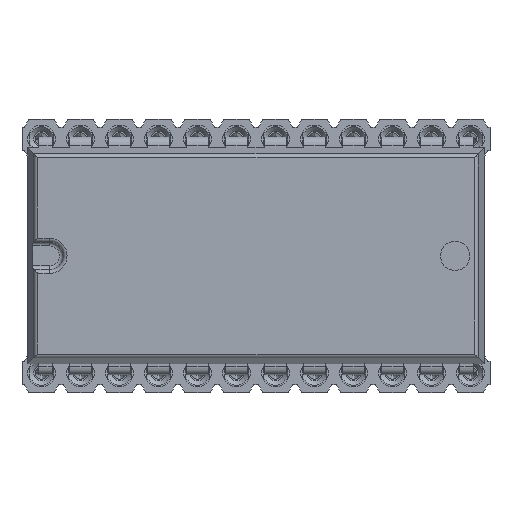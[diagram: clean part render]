
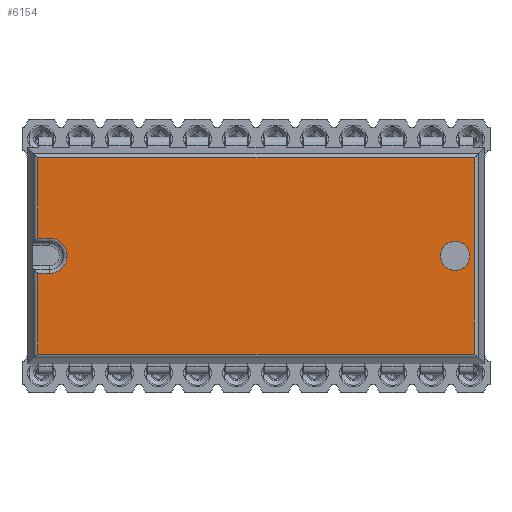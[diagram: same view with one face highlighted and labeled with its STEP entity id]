
A CAD part, top view. The second image highlights one B-rep face of the part: STEP entity #6154.
In plain terms, the highlighted planar face has unit normal (0, 0, 1).
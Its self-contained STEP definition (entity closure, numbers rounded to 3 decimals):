
#6154=ADVANCED_FACE('',(#14238,#14240),#14242,.T.);
#14238=FACE_BOUND('',#14239,.T.);
#14239=EDGE_LOOP('',(#19369,#19370,#19371,#19372,#19373,#19374,#19375,#19376));
#14240=FACE_BOUND('',#14241,.T.);
#14241=EDGE_LOOP('',(#19377));
#14242=PLANE('',#14243);
#14243=AXIS2_PLACEMENT_3D('',#14244,#14245,#14246);
#14244=CARTESIAN_POINT('',(0.,0.,3.9));
#14245=DIRECTION('',(0.,0.,1.));
#14246=DIRECTION('',(1.,0.,0.));
#19369=ORIENTED_EDGE('',*,*,#22585,.T.);
#19370=ORIENTED_EDGE('',*,*,#22593,.T.);
#19371=ORIENTED_EDGE('',*,*,#22591,.T.);
#19372=ORIENTED_EDGE('',*,*,#22590,.T.);
#19373=ORIENTED_EDGE('',*,*,#22576,.T.);
#19374=ORIENTED_EDGE('',*,*,#22574,.T.);
#19375=ORIENTED_EDGE('',*,*,#22572,.T.);
#19376=ORIENTED_EDGE('',*,*,#22588,.T.);
#19377=ORIENTED_EDGE('',*,*,#22594,.T.);
#22572=EDGE_CURVE('',#25611,#25609,#25612,.T.);
#22574=EDGE_CURVE('',#25614,#25611,#25615,.T.);
#22576=EDGE_CURVE('',#25617,#25614,#25618,.T.);
#22585=EDGE_CURVE('',#25631,#25632,#25633,.F.);
#22588=EDGE_CURVE('',#25609,#25631,#25636,.T.);
#22590=EDGE_CURVE('',#25637,#25617,#25639,.T.);
#22591=EDGE_CURVE('',#25640,#25637,#25641,.F.);
#22593=EDGE_CURVE('',#25632,#25640,#25643,.F.);
#22594=EDGE_CURVE('',#25644,#25644,#25645,.F.);
#25609=VERTEX_POINT('',#33977);
#25611=VERTEX_POINT('',#33982);
#25612=LINE('',#33983,#33984);
#25614=VERTEX_POINT('',#33990);
#25615=LINE('',#33991,#33992);
#25617=VERTEX_POINT('',#33998);
#25618=LINE('',#33999,#34000);
#25631=VERTEX_POINT('',#34034);
#25632=VERTEX_POINT('',#34035);
#25633=LINE('',#34036,#34037);
#25636=LINE('',#34047,#34048);
#25637=VERTEX_POINT('',#34050);
#25639=LINE('',#34055,#34056);
#25640=VERTEX_POINT('',#34058);
#25641=LINE('',#34059,#34060);
#25643=CIRCLE('',#34066,1.15);
#25644=VERTEX_POINT('',#34070);
#25645=CIRCLE('',#34071,0.95);
#33977=CARTESIAN_POINT('',(-0.251,14.016,3.9));
#33982=CARTESIAN_POINT('',(28.191,14.016,3.9));
#33983=CARTESIAN_POINT('',(28.191,14.016,3.9));
#33984=VECTOR('',#33985,1.);
#33985=DIRECTION('',(-1.,0.,0.));
#33990=CARTESIAN_POINT('',(28.191,1.224,3.9));
#33991=CARTESIAN_POINT('',(28.191,1.224,3.9));
#33992=VECTOR('',#33993,1.);
#33993=DIRECTION('',(0.,1.,0.));
#33998=CARTESIAN_POINT('',(-0.251,1.224,3.9));
#33999=CARTESIAN_POINT('',(-0.251,1.224,3.9));
#34000=VECTOR('',#34001,1.);
#34001=DIRECTION('',(1.,0.,0.));
#34034=CARTESIAN_POINT('',(-0.251,8.77,3.9));
#34035=CARTESIAN_POINT('',(0.515,8.77,3.9));
#34036=CARTESIAN_POINT('',(0.515,8.77,3.9));
#34037=VECTOR('',#34038,1.);
#34038=DIRECTION('',(-1.,0.,0.));
#34047=CARTESIAN_POINT('',(-0.251,14.016,3.9));
#34048=VECTOR('',#34049,1.);
#34049=DIRECTION('',(0.,-1.,0.));
#34050=CARTESIAN_POINT('',(-0.251,6.47,3.9));
#34055=CARTESIAN_POINT('',(-0.251,6.47,3.9));
#34056=VECTOR('',#34057,1.);
#34057=DIRECTION('',(0.,-1.,0.));
#34058=CARTESIAN_POINT('',(0.515,6.47,3.9));
#34059=CARTESIAN_POINT('',(-0.251,6.47,3.9));
#34060=VECTOR('',#34061,1.);
#34061=DIRECTION('',(1.,0.,0.));
#34066=AXIS2_PLACEMENT_3D('',#34067,#34068,#34069);
#34067=CARTESIAN_POINT('',(0.515,7.62,3.9));
#34068=DIRECTION('',(-0.,0.,1.));
#34069=DIRECTION('',(0.,-1.,0.));
#34070=CARTESIAN_POINT('',(27.89,7.62,3.9));
#34071=AXIS2_PLACEMENT_3D('',#34072,#34073,#34074);
#34072=CARTESIAN_POINT('',(26.94,7.62,3.9));
#34073=DIRECTION('',(0.,0.,1.));
#34074=DIRECTION('',(1.,0.,0.));
